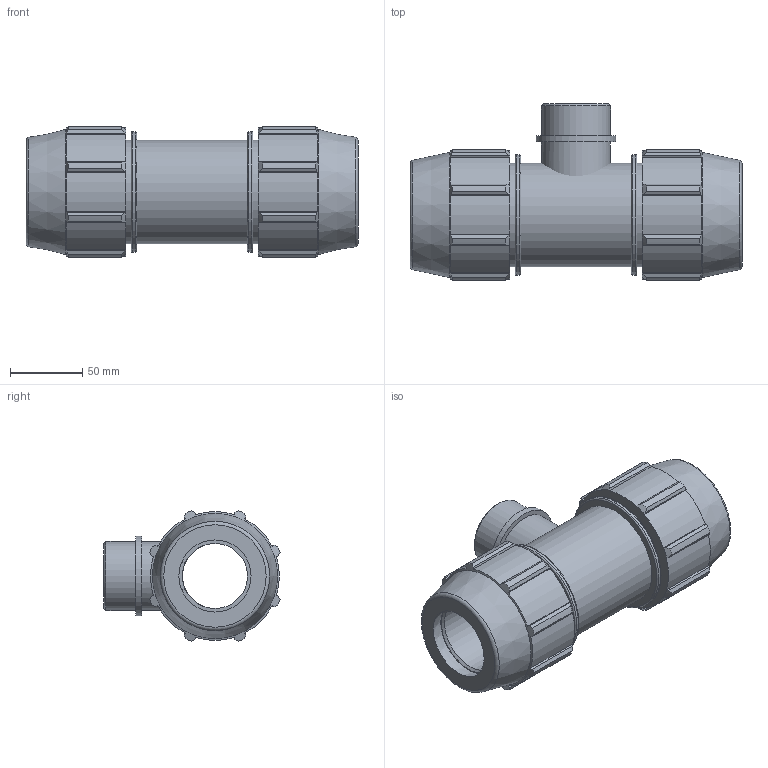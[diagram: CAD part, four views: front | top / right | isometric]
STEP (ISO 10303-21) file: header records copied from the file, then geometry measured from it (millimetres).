
FILE_DESCRIPTION(/* description */ ('PLASSON TEE WITH THREADED MALE OFFTAKE 50-1.1/2"-50'),/* implementation_level */ '2;1');
FILE_NAME(/* name */ '078400050015_188400050015_0784060500150A.ipt.stp',/* time_stamp */ '2017-06-06T17:17:25+03:00',/* author */ ('Кирилл'),/* organization */ (''),/* preprocessor_version */ 'ST-DEVELOPER v15.6',/* originating_system */ 'Autodesk Inventor 2015',/* authorisation */ '');
FILE_SCHEMA (('AUTOMOTIVE_DESIGN { 1 0 10303 214 3 1 1 }'));
Length unit declared in the file: millimetre
Products named in the file (1): 078400050015_188400050015_0784060500150A
Bounding box: 230 x 122.16 x 90.33 mm (x, y, z)
Volume: 808538.9 mm3; surface area: 132715.4 mm2
Topology: 2 solids, 2 shells, 162 faces, 434 edges, 286 vertices
Faces by surface type: plane 83, cylinder 48, cone 25, torus 6
Full cylindrical faces by diameter (mm): 33.462 x2, 45 x1, 47.803 x2, 50 x2, 54.973 x1, 72 x3, 83.52 x2
Entity records: 5205 total; most frequent: CARTESIAN_POINT 1214, ORIENTED_EDGE 792, DIRECTION 774, EDGE_CURVE 396, AXIS2_PLACEMENT_3D 288, VERTEX_POINT 278, EDGE_LOOP 208, LINE 198
